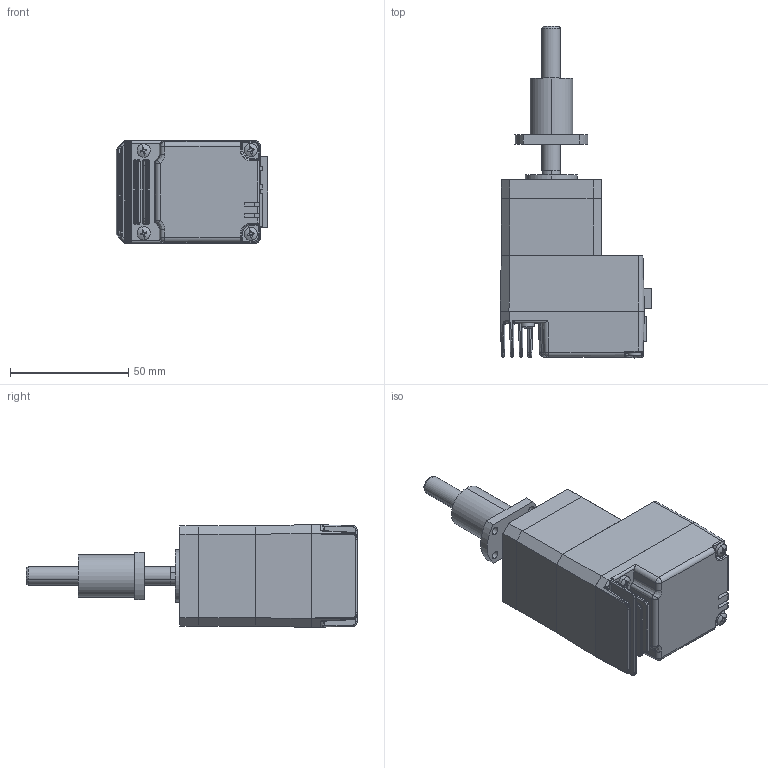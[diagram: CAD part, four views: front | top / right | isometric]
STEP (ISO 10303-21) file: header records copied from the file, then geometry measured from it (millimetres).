
FILE_DESCRIPTION (( 'STEP AP203' ), '1' );
FILE_NAME ('TSM17Q-2RG-B0805-65-FF1-0.STEP', '2021-10-08T05:46:53', ( '' ), ( '' ), 'SwSTEP 2.0', 'SolidWorks 2018', '' );
FILE_SCHEMA (( 'CONFIG_CONTROL_DESIGN' ));
Length unit declared in the file: millimetre
Products named in the file (1): TSM17Q-2RG-B0805-65-FF1-0
Bounding box: 64.11 x 140.37 x 43.53 mm (x, y, z)
Surface area: 34122 mm2 (no closed solid volume)
Topology: 0 solids, 21 shells, 460 faces, 1486 edges, 1033 vertices
Faces by surface type: plane 259, cylinder 130, bspline 55, cone 8, sphere 8
Entity records: 18578 total; most frequent: CARTESIAN_POINT 5960, DIRECTION 2472, ORIENTED_EDGE 2439, EDGE_CURVE 1482, VERTEX_POINT 1033, VECTOR 966, LINE 966, AXIS2_PLACEMENT_3D 753
